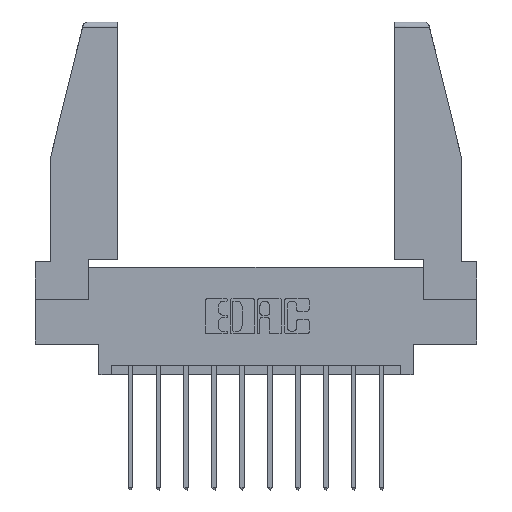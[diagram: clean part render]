
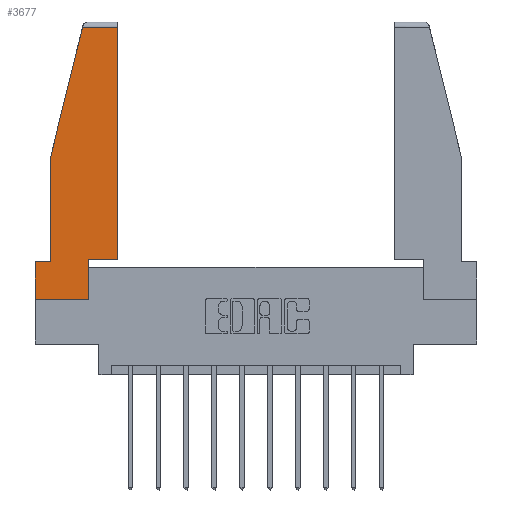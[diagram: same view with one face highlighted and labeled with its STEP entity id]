
A CAD part, top view. The second image highlights one B-rep face of the part: STEP entity #3677.
In plain terms, the highlighted planar face has unit normal (0, 0, 1).
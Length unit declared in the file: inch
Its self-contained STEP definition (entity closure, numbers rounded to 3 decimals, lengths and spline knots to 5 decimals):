
#108 = LINE ( 'NONE', #7311, #13450 ) ;
#218 = DIRECTION ( 'NONE',  ( -1., 0., 0. ) ) ;
#259 = VERTEX_POINT ( 'NONE', #1424 ) ;
#513 = DIRECTION ( 'NONE',  ( -1., 0., 0. ) ) ;
#582 = LINE ( 'NONE', #5702, #5682 ) ;
#996 = VECTOR ( 'NONE', #513, 39.37008 ) ;
#1007 = EDGE_CURVE ( 'NONE', #8687, #11773, #2801, .T. ) ;
#1085 = CARTESIAN_POINT ( 'NONE',  ( 0.461, 0.223, 0. ) ) ;
#1150 = CARTESIAN_POINT ( 'NONE',  ( 0.086, 0.8, 0. ) ) ;
#1170 = DIRECTION ( 'NONE',  ( 0., 1., 0. ) ) ;
#1424 = CARTESIAN_POINT ( 'NONE',  ( 0., 0.21, 0. ) ) ;
#2085 = VERTEX_POINT ( 'NONE', #1085 ) ;
#2270 = CARTESIAN_POINT ( 'NONE',  ( 0.461, 0.223, 0. ) ) ;
#2724 = LINE ( 'NONE', #10053, #9026 ) ;
#2801 = LINE ( 'NONE', #3443, #7333 ) ;
#3443 = CARTESIAN_POINT ( 'NONE',  ( 0., 1.52, 0. ) ) ;
#3533 = ORIENTED_EDGE ( 'NONE', *, *, #4709, .T. ) ;
#3601 = EDGE_CURVE ( 'NONE', #9856, #259, #8539, .T. ) ;
#3677 = ADVANCED_FACE ( 'NONE', ( #13658 ), #11794, .T. ) ;
#3709 = EDGE_CURVE ( 'NONE', #10494, #9136, #14010, .T. ) ;
#3762 = VECTOR ( 'NONE', #6871, 39.37008 ) ;
#4040 = CARTESIAN_POINT ( 'NONE',  ( 0.461, 1.52, 0. ) ) ;
#4196 = VERTEX_POINT ( 'NONE', #11235 ) ;
#4445 = ORIENTED_EDGE ( 'NONE', *, *, #5022, .T. ) ;
#4584 = ORIENTED_EDGE ( 'NONE', *, *, #5818, .T. ) ;
#4709 = EDGE_CURVE ( 'NONE', #12208, #9856, #12922, .T. ) ;
#4937 = CARTESIAN_POINT ( 'NONE',  ( 0.086, 0.21, 0. ) ) ;
#5022 = EDGE_CURVE ( 'NONE', #9136, #4196, #2724, .T. ) ;
#5354 = EDGE_LOOP ( 'NONE', ( #10223, #9540, #4584, #3533, #7017, #7721, #12517, #4445, #10445 ) ) ;
#5446 = DIRECTION ( 'NONE',  ( 1., 0., 0. ) ) ;
#5682 = VECTOR ( 'NONE', #10215, 39.37008 ) ;
#5702 = CARTESIAN_POINT ( 'NONE',  ( 0.271, 1.55, 0. ) ) ;
#5818 = EDGE_CURVE ( 'NONE', #11773, #12208, #582, .T. ) ;
#6051 = EDGE_CURVE ( 'NONE', #2085, #8687, #13609, .T. ) ;
#6641 = AXIS2_PLACEMENT_3D ( 'NONE', #9682, #11993, #13123 ) ;
#6871 = DIRECTION ( 'NONE',  ( 0., -1., 0. ) ) ;
#7017 = ORIENTED_EDGE ( 'NONE', *, *, #3601, .T. ) ;
#7311 = CARTESIAN_POINT ( 'NONE',  ( 0.297, 0.223, 0. ) ) ;
#7333 = VECTOR ( 'NONE', #218, 39.37008 ) ;
#7721 = ORIENTED_EDGE ( 'NONE', *, *, #11521, .T. ) ;
#7879 = DIRECTION ( 'NONE',  ( 0., -1., 0. ) ) ;
#7976 = CARTESIAN_POINT ( 'NONE',  ( 0., 0.21, 0. ) ) ;
#8353 = VECTOR ( 'NONE', #5446, 39.37008 ) ;
#8539 = LINE ( 'NONE', #13170, #996 ) ;
#8687 = VERTEX_POINT ( 'NONE', #4040 ) ;
#8741 = CARTESIAN_POINT ( 'NONE',  ( 0.086, 0.8, 0. ) ) ;
#9026 = VECTOR ( 'NONE', #1170, 39.37008 ) ;
#9109 = CARTESIAN_POINT ( 'NONE',  ( 0.297, 0., 0. ) ) ;
#9136 = VERTEX_POINT ( 'NONE', #9109 ) ;
#9375 = DIRECTION ( 'NONE',  ( 1., 0., 0. ) ) ;
#9391 = LINE ( 'NONE', #7976, #3762 ) ;
#9540 = ORIENTED_EDGE ( 'NONE', *, *, #1007, .T. ) ;
#9682 = CARTESIAN_POINT ( 'NONE',  ( 0., 0., 0. ) ) ;
#9856 = VERTEX_POINT ( 'NONE', #4937 ) ;
#10053 = CARTESIAN_POINT ( 'NONE',  ( 0.297, 0., 0. ) ) ;
#10061 = DIRECTION ( 'NONE',  ( 0., 1., 0. ) ) ;
#10215 = DIRECTION ( 'NONE',  ( -0.239, -0.971, 0. ) ) ;
#10223 = ORIENTED_EDGE ( 'NONE', *, *, #6051, .T. ) ;
#10445 = ORIENTED_EDGE ( 'NONE', *, *, #11564, .T. ) ;
#10494 = VERTEX_POINT ( 'NONE', #11414 ) ;
#10605 = VECTOR ( 'NONE', #10061, 39.37008 ) ;
#11235 = CARTESIAN_POINT ( 'NONE',  ( 0.297, 0.223, 0. ) ) ;
#11414 = CARTESIAN_POINT ( 'NONE',  ( 0., 0., 0. ) ) ;
#11521 = EDGE_CURVE ( 'NONE', #259, #10494, #9391, .T. ) ;
#11564 = EDGE_CURVE ( 'NONE', #4196, #2085, #108, .T. ) ;
#11773 = VERTEX_POINT ( 'NONE', #12523 ) ;
#11794 = PLANE ( 'NONE',  #6641 ) ;
#11993 = DIRECTION ( 'NONE',  ( 0., 0., 1. ) ) ;
#12035 = VECTOR ( 'NONE', #7879, 39.37008 ) ;
#12208 = VERTEX_POINT ( 'NONE', #8741 ) ;
#12228 = CARTESIAN_POINT ( 'NONE',  ( 0., 0., 0. ) ) ;
#12517 = ORIENTED_EDGE ( 'NONE', *, *, #3709, .T. ) ;
#12523 = CARTESIAN_POINT ( 'NONE',  ( 0.2636, 1.52, 0. ) ) ;
#12922 = LINE ( 'NONE', #1150, #12035 ) ;
#13123 = DIRECTION ( 'NONE',  ( 1., 0., 0. ) ) ;
#13170 = CARTESIAN_POINT ( 'NONE',  ( 0., 0.21, 0. ) ) ;
#13450 = VECTOR ( 'NONE', #9375, 39.37008 ) ;
#13609 = LINE ( 'NONE', #2270, #10605 ) ;
#13658 = FACE_OUTER_BOUND ( 'NONE', #5354, .T. ) ;
#14010 = LINE ( 'NONE', #12228, #8353 ) ;
